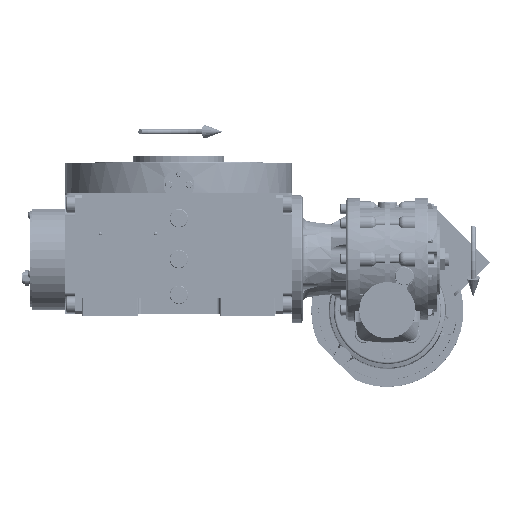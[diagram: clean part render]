
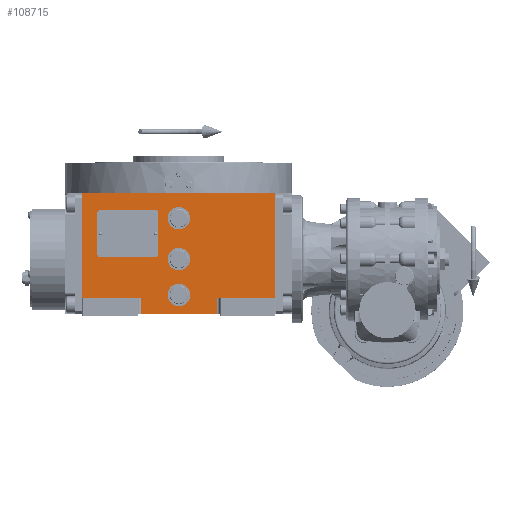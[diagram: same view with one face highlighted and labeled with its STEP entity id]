
A CAD part, top view. The second image highlights one B-rep face of the part: STEP entity #108715.
In plain terms, the highlighted planar face has unit normal (0, 0, 1).
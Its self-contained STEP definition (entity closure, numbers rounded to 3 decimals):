
#462 = DIRECTION ( 'NONE',  ( -1., 0., 0. ) ) ;
#2564 = VERTEX_POINT ( 'NONE', #57086 ) ;
#3205 = VERTEX_POINT ( 'NONE', #102754 ) ;
#3583 = DIRECTION ( 'NONE',  ( 1., 0., 0. ) ) ;
#4050 = CARTESIAN_POINT ( 'NONE',  ( 11., 0., 163.5 ) ) ;
#4435 = EDGE_CURVE ( 'NONE', #42120, #134728, #27858, .T. ) ;
#6400 = ORIENTED_EDGE ( 'NONE', *, *, #35243, .F. ) ;
#17491 = CARTESIAN_POINT ( 'NONE',  ( -37., -53.5, 163.5 ) ) ;
#18709 = CARTESIAN_POINT ( 'NONE',  ( 0., 40., 163.5 ) ) ;
#24920 = AXIS2_PLACEMENT_3D ( 'NONE', #18709, #30262, #94643 ) ;
#25399 = FACE_BOUND ( 'NONE', #112531, .T. ) ;
#25640 = EDGE_CURVE ( 'NONE', #51904, #122499, #152827, .T. ) ;
#27621 = DIRECTION ( 'NONE',  ( 0., 0., 1. ) ) ;
#27858 = LINE ( 'NONE', #77452, #161628 ) ;
#29661 = VERTEX_POINT ( 'NONE', #76533 ) ;
#29861 = VECTOR ( 'NONE', #153646, 1000. ) ;
#30262 = DIRECTION ( 'NONE',  ( 0., 0., 1. ) ) ;
#31341 = LINE ( 'NONE', #134440, #124855 ) ;
#31741 = CARTESIAN_POINT ( 'NONE',  ( -11., -35., 163.5 ) ) ;
#33653 = EDGE_LOOP ( 'NONE', ( #85858, #36943 ) ) ;
#34538 = LINE ( 'NONE', #57701, #63916 ) ;
#35243 = EDGE_CURVE ( 'NONE', #105254, #113869, #86203, .T. ) ;
#36943 = ORIENTED_EDGE ( 'NONE', *, *, #109132, .F. ) ;
#38595 = CARTESIAN_POINT ( 'NONE',  ( -94.5, -53.5, 163.5 ) ) ;
#38827 = VERTEX_POINT ( 'NONE', #122244 ) ;
#41011 = PLANE ( 'NONE',  #78128 ) ;
#41319 = CIRCLE ( 'NONE', #78241, 11. ) ;
#42120 = VERTEX_POINT ( 'NONE', #86861 ) ;
#42676 = DIRECTION ( 'NONE',  ( 0., 0., 1. ) ) ;
#46398 = EDGE_CURVE ( 'NONE', #110577, #122499, #31341, .T. ) ;
#49675 = DIRECTION ( 'NONE',  ( 0., 0., 1. ) ) ;
#51904 = VERTEX_POINT ( 'NONE', #17491 ) ;
#52192 = CARTESIAN_POINT ( 'NONE',  ( -37., -53.5, 163.5 ) ) ;
#53217 = CIRCLE ( 'NONE', #145445, 11. ) ;
#55937 = EDGE_CURVE ( 'NONE', #3205, #134728, #122311, .T. ) ;
#57086 = CARTESIAN_POINT ( 'NONE',  ( 11., 40., 163.5 ) ) ;
#57701 = CARTESIAN_POINT ( 'NONE',  ( -94.5, -38.5, 163.5 ) ) ;
#57969 = EDGE_CURVE ( 'NONE', #51904, #38827, #97347, .T. ) ;
#60186 = DIRECTION ( 'NONE',  ( 0., 1., 0. ) ) ;
#63916 = VECTOR ( 'NONE', #109630, 1000. ) ;
#65849 = FACE_BOUND ( 'NONE', #152459, .T. ) ;
#66347 = LINE ( 'NONE', #130630, #141487 ) ;
#69961 = CARTESIAN_POINT ( 'NONE',  ( 0., 0., 163.5 ) ) ;
#75728 = EDGE_CURVE ( 'NONE', #107125, #161265, #113262, .T. ) ;
#76533 = CARTESIAN_POINT ( 'NONE',  ( -11., 40., 163.5 ) ) ;
#77014 = DIRECTION ( 'NONE',  ( 1., 0., 0. ) ) ;
#77415 = ORIENTED_EDGE ( 'NONE', *, *, #147983, .F. ) ;
#77452 = CARTESIAN_POINT ( 'NONE',  ( 94.5, -38.5, 163.5 ) ) ;
#78128 = AXIS2_PLACEMENT_3D ( 'NONE', #38595, #154071, #88977 ) ;
#78241 = AXIS2_PLACEMENT_3D ( 'NONE', #125876, #27621, #462 ) ;
#80230 = LINE ( 'NONE', #128108, #135048 ) ;
#80356 = DIRECTION ( 'NONE',  ( 1., 0., 0. ) ) ;
#80463 = EDGE_CURVE ( 'NONE', #128398, #3205, #34538, .T. ) ;
#82002 = DIRECTION ( 'NONE',  ( 0., 0., 1. ) ) ;
#85858 = ORIENTED_EDGE ( 'NONE', *, *, #75728, .F. ) ;
#86021 = DIRECTION ( 'NONE',  ( -1., 0., 0. ) ) ;
#86203 = CIRCLE ( 'NONE', #149435, 11. ) ;
#86818 = CARTESIAN_POINT ( 'NONE',  ( -11., 0., 163.5 ) ) ;
#86861 = CARTESIAN_POINT ( 'NONE',  ( 94.5, -38.5, 163.5 ) ) ;
#88977 = DIRECTION ( 'NONE',  ( 1., 0., 0. ) ) ;
#89422 = CARTESIAN_POINT ( 'NONE',  ( 0., 40., 163.5 ) ) ;
#91264 = EDGE_CURVE ( 'NONE', #113869, #105254, #53217, .T. ) ;
#94643 = DIRECTION ( 'NONE',  ( -1., 0., 0. ) ) ;
#96221 = ORIENTED_EDGE ( 'NONE', *, *, #130475, .T. ) ;
#96522 = DIRECTION ( 'NONE',  ( 0., -1., 0. ) ) ;
#97347 = LINE ( 'NONE', #135257, #98641 ) ;
#98641 = VECTOR ( 'NONE', #60186, 1000. ) ;
#100752 = VECTOR ( 'NONE', #147090, 1000. ) ;
#102754 = CARTESIAN_POINT ( 'NONE',  ( -94.5, 64.5, 163.5 ) ) ;
#103829 = CARTESIAN_POINT ( 'NONE',  ( -94.5, -38.5, 163.5 ) ) ;
#105254 = VERTEX_POINT ( 'NONE', #86818 ) ;
#106646 = DIRECTION ( 'NONE',  ( 0., 0., 1. ) ) ;
#107125 = VERTEX_POINT ( 'NONE', #154238 ) ;
#108715 = ADVANCED_FACE ( 'NONE', ( #25399, #128528, #65849, #126896 ), #41011, .T. ) ;
#109132 = EDGE_CURVE ( 'NONE', #161265, #107125, #41319, .T. ) ;
#109630 = DIRECTION ( 'NONE',  ( 0., 1., 0. ) ) ;
#110577 = VERTEX_POINT ( 'NONE', #131822 ) ;
#112531 = EDGE_LOOP ( 'NONE', ( #116286, #6400 ) ) ;
#113262 = CIRCLE ( 'NONE', #131628, 11. ) ;
#113869 = VERTEX_POINT ( 'NONE', #4050 ) ;
#113930 = ORIENTED_EDGE ( 'NONE', *, *, #25640, .T. ) ;
#116286 = ORIENTED_EDGE ( 'NONE', *, *, #91264, .F. ) ;
#119136 = EDGE_CURVE ( 'NONE', #29661, #2564, #125034, .T. ) ;
#120750 = CARTESIAN_POINT ( 'NONE',  ( 0., -35., 163.5 ) ) ;
#122244 = CARTESIAN_POINT ( 'NONE',  ( -37., -38.5, 163.5 ) ) ;
#122311 = LINE ( 'NONE', #147892, #100752 ) ;
#122499 = VERTEX_POINT ( 'NONE', #153572 ) ;
#124260 = EDGE_CURVE ( 'NONE', #128398, #38827, #80230, .T. ) ;
#124742 = CARTESIAN_POINT ( 'NONE',  ( 0., 0., 163.5 ) ) ;
#124855 = VECTOR ( 'NONE', #96522, 1000. ) ;
#125034 = CIRCLE ( 'NONE', #24920, 11. ) ;
#125876 = CARTESIAN_POINT ( 'NONE',  ( 0., -35., 163.5 ) ) ;
#126896 = FACE_OUTER_BOUND ( 'NONE', #149094, .T. ) ;
#127097 = ORIENTED_EDGE ( 'NONE', *, *, #119136, .F. ) ;
#127739 = DIRECTION ( 'NONE',  ( 0., 1., 0. ) ) ;
#128108 = CARTESIAN_POINT ( 'NONE',  ( -94.5, -38.5, 163.5 ) ) ;
#128398 = VERTEX_POINT ( 'NONE', #103829 ) ;
#128528 = FACE_BOUND ( 'NONE', #33653, .T. ) ;
#129787 = ORIENTED_EDGE ( 'NONE', *, *, #46398, .F. ) ;
#130166 = DIRECTION ( 'NONE',  ( 1., 0., 0. ) ) ;
#130475 = EDGE_CURVE ( 'NONE', #110577, #42120, #66347, .T. ) ;
#130630 = CARTESIAN_POINT ( 'NONE',  ( 37., -38.5, 163.5 ) ) ;
#131628 = AXIS2_PLACEMENT_3D ( 'NONE', #120750, #82002, #80356 ) ;
#131822 = CARTESIAN_POINT ( 'NONE',  ( 37., -38.5, 163.5 ) ) ;
#134440 = CARTESIAN_POINT ( 'NONE',  ( 37., -38.5, 163.5 ) ) ;
#134728 = VERTEX_POINT ( 'NONE', #137328 ) ;
#135048 = VECTOR ( 'NONE', #77014, 1000. ) ;
#135257 = CARTESIAN_POINT ( 'NONE',  ( -37., -53.5, 163.5 ) ) ;
#137328 = CARTESIAN_POINT ( 'NONE',  ( 94.5, 64.5, 163.5 ) ) ;
#141487 = VECTOR ( 'NONE', #3583, 1000. ) ;
#145445 = AXIS2_PLACEMENT_3D ( 'NONE', #69961, #42676, #130166 ) ;
#145528 = CIRCLE ( 'NONE', #150828, 11. ) ;
#145679 = ORIENTED_EDGE ( 'NONE', *, *, #4435, .T. ) ;
#147090 = DIRECTION ( 'NONE',  ( 1., 0., 0. ) ) ;
#147892 = CARTESIAN_POINT ( 'NONE',  ( -94.5, 64.5, 163.5 ) ) ;
#147983 = EDGE_CURVE ( 'NONE', #2564, #29661, #145528, .T. ) ;
#149094 = EDGE_LOOP ( 'NONE', ( #113930, #129787, #96221, #145679, #162626, #157401, #161331, #158766 ) ) ;
#149435 = AXIS2_PLACEMENT_3D ( 'NONE', #124742, #49675, #86021 ) ;
#150828 = AXIS2_PLACEMENT_3D ( 'NONE', #89422, #106646, #156951 ) ;
#152459 = EDGE_LOOP ( 'NONE', ( #77415, #127097 ) ) ;
#152827 = LINE ( 'NONE', #52192, #29861 ) ;
#153572 = CARTESIAN_POINT ( 'NONE',  ( 37., -53.5, 163.5 ) ) ;
#153646 = DIRECTION ( 'NONE',  ( 1., 0., 0. ) ) ;
#154071 = DIRECTION ( 'NONE',  ( 0., 0., 1. ) ) ;
#154238 = CARTESIAN_POINT ( 'NONE',  ( 11., -35., 163.5 ) ) ;
#156951 = DIRECTION ( 'NONE',  ( 1., 0., 0. ) ) ;
#157401 = ORIENTED_EDGE ( 'NONE', *, *, #80463, .F. ) ;
#158766 = ORIENTED_EDGE ( 'NONE', *, *, #57969, .F. ) ;
#161265 = VERTEX_POINT ( 'NONE', #31741 ) ;
#161331 = ORIENTED_EDGE ( 'NONE', *, *, #124260, .T. ) ;
#161628 = VECTOR ( 'NONE', #127739, 1000. ) ;
#162626 = ORIENTED_EDGE ( 'NONE', *, *, #55937, .F. ) ;
